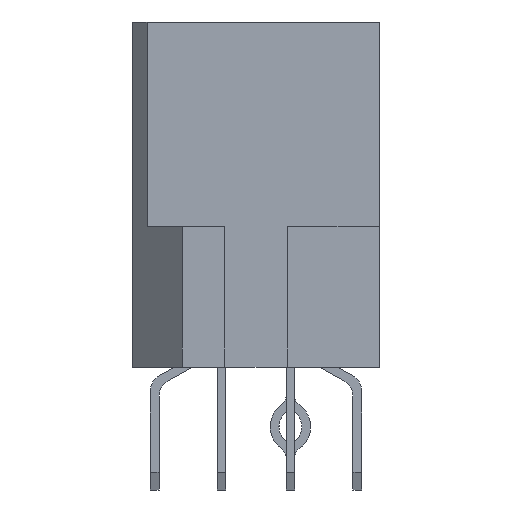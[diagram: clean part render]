
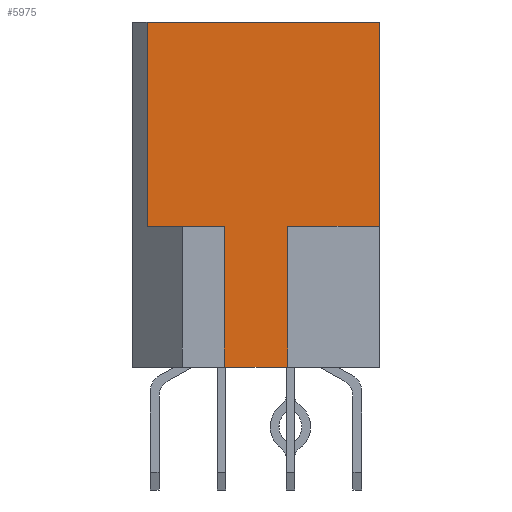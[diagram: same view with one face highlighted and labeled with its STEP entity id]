
A CAD part, left-side view. The second image highlights one B-rep face of the part: STEP entity #5975.
In plain terms, the highlighted planar face has unit normal (-1, 0, 0).
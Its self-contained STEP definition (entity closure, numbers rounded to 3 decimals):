
#69=CARTESIAN_POINT('',(-10.958,-1.454,0.));
#70=VERTEX_POINT('',#69);
#77=CARTESIAN_POINT('',(-10.958,1.454,0.));
#78=VERTEX_POINT('',#77);
#79=CARTESIAN_POINT('',(-10.958,-1.454,0.));
#80=DIRECTION('',(0.,1.,0.));
#81=VECTOR('',#80,2.909);
#82=LINE('',#79,#81);
#83=EDGE_CURVE('',#70,#78,#82,.T.);
#324=CARTESIAN_POINT('',(-10.958,-3.511,9.829));
#325=VERTEX_POINT('',#324);
#332=CARTESIAN_POINT('',(-10.958,-3.511,4.012));
#333=VERTEX_POINT('',#332);
#334=CARTESIAN_POINT('',(-10.958,-3.511,9.829));
#335=DIRECTION('',(0.,0.,-1.));
#336=VECTOR('',#335,5.817);
#337=LINE('',#334,#336);
#338=EDGE_CURVE('',#325,#333,#337,.T.);
#1003=CARTESIAN_POINT('',(-10.958,3.104,9.829));
#1004=VERTEX_POINT('',#1003);
#1011=CARTESIAN_POINT('',(-10.958,3.104,9.829));
#1012=DIRECTION('',(0.,-1.,0.));
#1013=VECTOR('',#1012,6.615);
#1014=LINE('',#1011,#1013);
#1015=EDGE_CURVE('',#1004,#325,#1014,.T.);
#5929=CARTESIAN_POINT('',(-10.958,-3.511,9.829));
#5930=DIRECTION('',(0.,1.,0.));
#5931=DIRECTION('',(-1.,0.,0.));
#5932=AXIS2_PLACEMENT_3D('',#5929,#5931,#5930);
#5933=PLANE('',#5932);
#5934=CARTESIAN_POINT('',(-10.958,3.104,4.012));
#5935=VERTEX_POINT('',#5934);
#5936=CARTESIAN_POINT('',(-10.958,1.454,4.012));
#5937=VERTEX_POINT('',#5936);
#5938=CARTESIAN_POINT('',(-10.958,3.104,4.012));
#5939=DIRECTION('',(0.,-1.,0.));
#5940=VECTOR('',#5939,1.65);
#5941=LINE('',#5938,#5940);
#5942=EDGE_CURVE('',#5935,#5937,#5941,.T.);
#5943=ORIENTED_EDGE('',*,*,#5942,.T.);
#5944=CARTESIAN_POINT('',(-10.958,1.454,4.012));
#5945=DIRECTION('',(0.,0.,-1.));
#5946=VECTOR('',#5945,4.012);
#5947=LINE('',#5944,#5946);
#5948=EDGE_CURVE('',#5937,#78,#5947,.T.);
#5949=ORIENTED_EDGE('',*,*,#5948,.T.);
#5950=ORIENTED_EDGE('',*,*,#83,.F.);
#5951=CARTESIAN_POINT('',(-10.958,-1.454,4.012));
#5952=VERTEX_POINT('',#5951);
#5953=CARTESIAN_POINT('',(-10.958,-1.454,0.));
#5954=DIRECTION('',(0.,0.,1.));
#5955=VECTOR('',#5954,4.012);
#5956=LINE('',#5953,#5955);
#5957=EDGE_CURVE('',#70,#5952,#5956,.T.);
#5958=ORIENTED_EDGE('',*,*,#5957,.T.);
#5959=CARTESIAN_POINT('',(-10.958,-1.454,4.012));
#5960=DIRECTION('',(0.,-1.,0.));
#5961=VECTOR('',#5960,2.056);
#5962=LINE('',#5959,#5961);
#5963=EDGE_CURVE('',#5952,#333,#5962,.T.);
#5964=ORIENTED_EDGE('',*,*,#5963,.T.);
#5965=ORIENTED_EDGE('',*,*,#338,.F.);
#5966=ORIENTED_EDGE('',*,*,#1015,.F.);
#5967=CARTESIAN_POINT('',(-10.958,3.104,9.829));
#5968=DIRECTION('',(0.,0.,-1.));
#5969=VECTOR('',#5968,5.817);
#5970=LINE('',#5967,#5969);
#5971=EDGE_CURVE('',#1004,#5935,#5970,.T.);
#5972=ORIENTED_EDGE('',*,*,#5971,.T.);
#5973=EDGE_LOOP('',(#5943,#5949,#5950,#5958,#5964,#5965,#5966,#5972));
#5974=FACE_OUTER_BOUND('',#5973,.T.);
#5975=ADVANCED_FACE('',(#5974),#5933,.T.);
